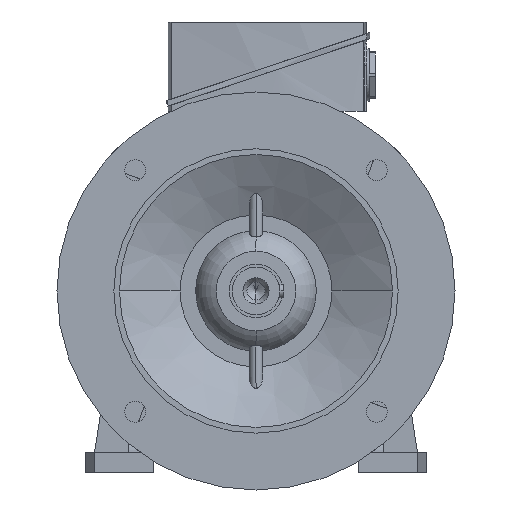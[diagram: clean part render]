
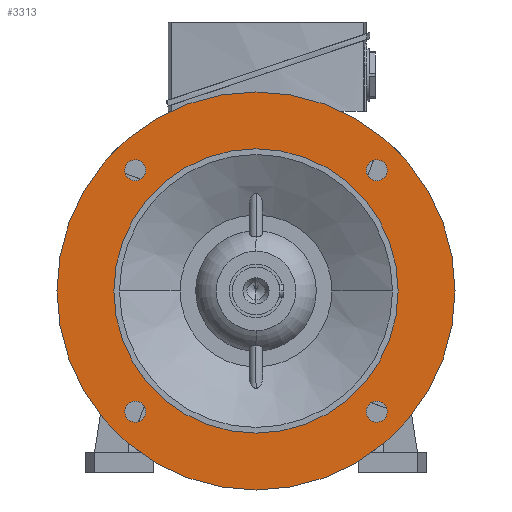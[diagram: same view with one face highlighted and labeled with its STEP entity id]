
A CAD part, left-side view. The second image highlights one B-rep face of the part: STEP entity #3313.
In plain terms, the highlighted planar face has unit normal (-1, 0, 0).
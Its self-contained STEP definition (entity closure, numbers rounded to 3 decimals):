
#3313=ADVANCED_FACE('',(#6668,#6669,#6670,#6671,#6672,#6673),#6674,.T.);
#6668=FACE_BOUND('',#10038,.T.);
#6669=FACE_BOUND('',#10039,.T.);
#6670=FACE_BOUND('',#10040,.T.);
#6671=FACE_BOUND('',#10041,.T.);
#6672=FACE_OUTER_BOUND('',#10042,.T.);
#6673=FACE_BOUND('',#10043,.T.);
#6674=PLANE('',#10044);
#10038=EDGE_LOOP('',(#20556,#20557));
#10039=EDGE_LOOP('',(#20558,#20559));
#10040=EDGE_LOOP('',(#20560,#20561));
#10041=EDGE_LOOP('',(#20562,#20563));
#10042=EDGE_LOOP('',(#20564,#20565));
#10043=EDGE_LOOP('',(#20566,#20567));
#10044=AXIS2_PLACEMENT_3D('',#20568,#20569,#20570);
#20556=ORIENTED_EDGE('',*,*,#24716,.T.);
#20557=ORIENTED_EDGE('',*,*,#20783,.T.);
#20558=ORIENTED_EDGE('',*,*,#24719,.T.);
#20559=ORIENTED_EDGE('',*,*,#20778,.T.);
#20560=ORIENTED_EDGE('',*,*,#24722,.T.);
#20561=ORIENTED_EDGE('',*,*,#20773,.T.);
#20562=ORIENTED_EDGE('',*,*,#24725,.T.);
#20563=ORIENTED_EDGE('',*,*,#20768,.T.);
#20564=ORIENTED_EDGE('',*,*,#20745,.F.);
#20565=ORIENTED_EDGE('',*,*,#24773,.F.);
#20566=ORIENTED_EDGE('',*,*,#20752,.T.);
#20567=ORIENTED_EDGE('',*,*,#24771,.T.);
#20568=CARTESIAN_POINT('',(-80.0,150.0,0.0));
#20569=DIRECTION('',(-1.0,0.0,0.0));
#20570=DIRECTION('',(0.0,-1.0,0.0));
#20745=EDGE_CURVE('',#24989,#24992,#24993,.T.);
#20752=EDGE_CURVE('',#24999,#25003,#25005,.T.);
#20768=EDGE_CURVE('',#25034,#25031,#25035,.T.);
#20773=EDGE_CURVE('',#25043,#25040,#25044,.T.);
#20778=EDGE_CURVE('',#25052,#25049,#25053,.T.);
#20783=EDGE_CURVE('',#25061,#25058,#25062,.T.);
#24716=EDGE_CURVE('',#25058,#25061,#30929,.T.);
#24719=EDGE_CURVE('',#25049,#25052,#30932,.T.);
#24722=EDGE_CURVE('',#25040,#25043,#30935,.T.);
#24725=EDGE_CURVE('',#25031,#25034,#30938,.T.);
#24771=EDGE_CURVE('',#25003,#24999,#30992,.T.);
#24773=EDGE_CURVE('',#24992,#24989,#30994,.T.);
#24989=VERTEX_POINT('',#31306);
#24992=VERTEX_POINT('',#31310);
#24993=CIRCLE('',#31311,175.0);
#24999=VERTEX_POINT('',#31318);
#25003=VERTEX_POINT('',#31323);
#25005=CIRCLE('',#31326,125.0);
#25031=VERTEX_POINT('',#31428);
#25034=VERTEX_POINT('',#31432);
#25035=CIRCLE('',#31433,9.25);
#25040=VERTEX_POINT('',#31439);
#25043=VERTEX_POINT('',#31443);
#25044=CIRCLE('',#31444,9.25);
#25049=VERTEX_POINT('',#31450);
#25052=VERTEX_POINT('',#31454);
#25053=CIRCLE('',#31455,9.25);
#25058=VERTEX_POINT('',#31461);
#25061=VERTEX_POINT('',#31465);
#25062=CIRCLE('',#31466,9.25);
#30929=CIRCLE('',#48130,9.25);
#30932=CIRCLE('',#48133,9.25);
#30935=CIRCLE('',#48136,9.25);
#30938=CIRCLE('',#48139,9.25);
#30992=CIRCLE('',#48213,125.0);
#30994=CIRCLE('',#48215,175.0);
#31306=CARTESIAN_POINT('',(-80.0,175.0,0.0));
#31310=CARTESIAN_POINT('',(-80.0,-175.0,0.));
#31311=AXIS2_PLACEMENT_3D('',#48323,#48324,#48325);
#31318=CARTESIAN_POINT('',(-80.0,125.0,0.0));
#31323=CARTESIAN_POINT('',(-80.0,-125.0,0.));
#31326=AXIS2_PLACEMENT_3D('',#48335,#48336,#48337);
#31428=CARTESIAN_POINT('',(-80.0,-112.607,112.607));
#31432=CARTESIAN_POINT('',(-80.0,-99.525,99.525));
#31433=AXIS2_PLACEMENT_3D('',#48362,#48363,#48364);
#31439=CARTESIAN_POINT('',(-80.0,112.607,112.607));
#31443=CARTESIAN_POINT('',(-80.0,99.525,99.525));
#31444=AXIS2_PLACEMENT_3D('',#48370,#48371,#48372);
#31450=CARTESIAN_POINT('',(-80.0,112.607,-112.607));
#31454=CARTESIAN_POINT('',(-80.0,99.525,-99.525));
#31455=AXIS2_PLACEMENT_3D('',#48378,#48379,#48380);
#31461=CARTESIAN_POINT('',(-80.0,-112.607,-112.607));
#31465=CARTESIAN_POINT('',(-80.0,-99.525,-99.525));
#31466=AXIS2_PLACEMENT_3D('',#48386,#48387,#48388);
#48130=AXIS2_PLACEMENT_3D('',#52062,#52063,#52064);
#48133=AXIS2_PLACEMENT_3D('',#52068,#52069,#52070);
#48136=AXIS2_PLACEMENT_3D('',#52074,#52075,#52076);
#48139=AXIS2_PLACEMENT_3D('',#52080,#52081,#52082);
#48213=AXIS2_PLACEMENT_3D('',#52112,#52113,#52114);
#48215=AXIS2_PLACEMENT_3D('',#52115,#52116,#52117);
#48323=CARTESIAN_POINT('',(-80.0,0.0,0.0));
#48324=DIRECTION('',(1.0,0.0,0.0));
#48325=DIRECTION('',(0.0,1.0,0.0));
#48335=CARTESIAN_POINT('',(-80.0,0.0,0.0));
#48336=DIRECTION('',(1.0,0.0,0.0));
#48337=DIRECTION('',(0.0,1.0,0.0));
#48362=CARTESIAN_POINT('',(-80.0,-106.066,106.066));
#48363=DIRECTION('',(1.0,0.0,-0.0));
#48364=DIRECTION('',(0.0,-0.707,0.707));
#48370=CARTESIAN_POINT('',(-80.0,106.066,106.066));
#48371=DIRECTION('',(1.0,0.0,-0.0));
#48372=DIRECTION('',(0.0,0.707,0.707));
#48378=CARTESIAN_POINT('',(-80.0,106.066,-106.066));
#48379=DIRECTION('',(1.0,-0.0,0.0));
#48380=DIRECTION('',(0.0,0.707,-0.707));
#48386=CARTESIAN_POINT('',(-80.0,-106.066,-106.066));
#48387=DIRECTION('',(1.0,0.0,0.0));
#48388=DIRECTION('',(0.0,-0.707,-0.707));
#52062=CARTESIAN_POINT('',(-80.0,-106.066,-106.066));
#52063=DIRECTION('',(1.0,0.0,0.0));
#52064=DIRECTION('',(0.0,-0.707,-0.707));
#52068=CARTESIAN_POINT('',(-80.0,106.066,-106.066));
#52069=DIRECTION('',(1.0,-0.0,0.0));
#52070=DIRECTION('',(0.0,0.707,-0.707));
#52074=CARTESIAN_POINT('',(-80.0,106.066,106.066));
#52075=DIRECTION('',(1.0,0.0,-0.0));
#52076=DIRECTION('',(0.0,0.707,0.707));
#52080=CARTESIAN_POINT('',(-80.0,-106.066,106.066));
#52081=DIRECTION('',(1.0,0.0,-0.0));
#52082=DIRECTION('',(0.0,-0.707,0.707));
#52112=CARTESIAN_POINT('',(-80.0,0.0,0.0));
#52113=DIRECTION('',(1.0,0.0,0.0));
#52114=DIRECTION('',(0.0,1.0,0.0));
#52115=CARTESIAN_POINT('',(-80.0,0.0,0.0));
#52116=DIRECTION('',(1.0,0.0,0.0));
#52117=DIRECTION('',(0.0,1.0,0.0));
